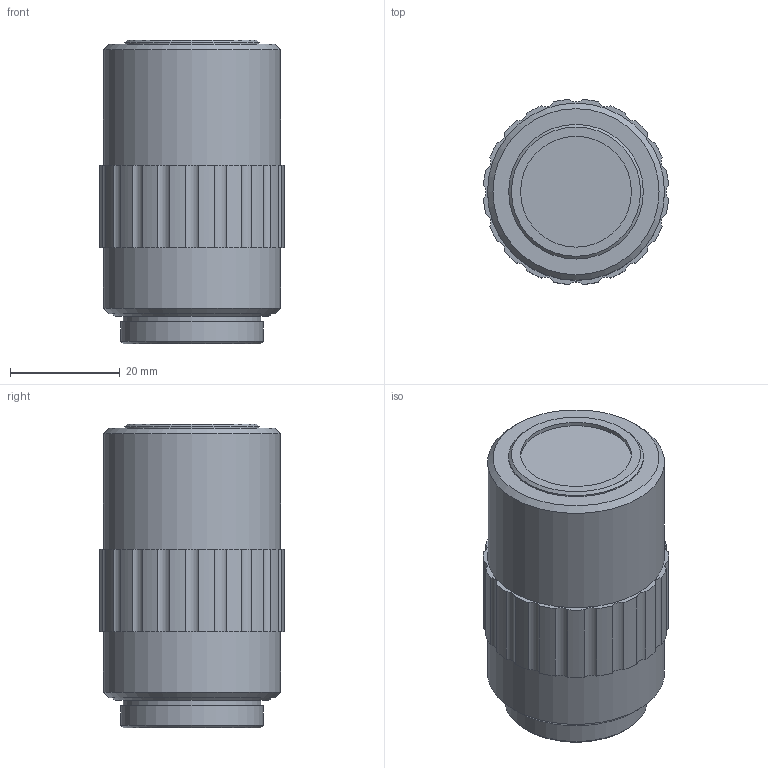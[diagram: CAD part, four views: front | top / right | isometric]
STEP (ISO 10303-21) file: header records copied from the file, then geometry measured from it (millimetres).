
FILE_DESCRIPTION (( 'STEP AP203' ), '1' );
FILE_NAME ('690001.STEP', '2025-07-28T08:47:17', ( 'Windows User' ), ( 'P R C' ), 'SwSTEP 2.0', 'SolidWorks 2020', '' );
FILE_SCHEMA (( 'CONFIG_CONTROL_DESIGN' ));
Length unit declared in the file: millimetre
Products named in the file (1): 690001
Bounding box: 33.66 x 33.66 x 55.25 mm (x, y, z)
Volume: 43576.8 mm3; surface area: 7340.8 mm2
Topology: 1 solids, 1 shells, 62 faces, 152 edges, 100 vertices
Faces by surface type: cylinder 47, plane 10, cone 5
Full cylindrical faces by diameter (mm): 18.952 x1, 20.164 x1, 24.5 x1, 25 x1, 26 x1, 32.2 x2
Entity records: 1901 total; most frequent: DIRECTION 366, CARTESIAN_POINT 303, ORIENTED_EDGE 280, AXIS2_PLACEMENT_3D 163, EDGE_CURVE 140, CIRCLE 100, VERTEX_POINT 100, EDGE_LOOP 82
